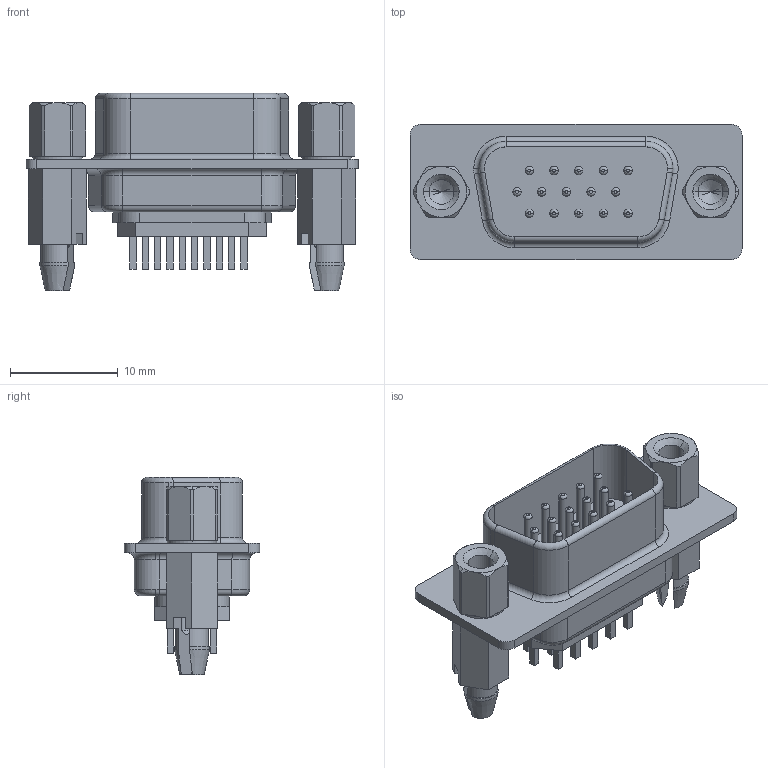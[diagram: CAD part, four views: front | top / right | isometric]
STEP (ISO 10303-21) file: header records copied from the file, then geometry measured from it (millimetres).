
FILE_DESCRIPTION (( 'STEP AP214' ), '1' );
FILE_NAME ('KF86X-ED-15P-BRJ_rA1.STEP', '2012-08-20T16:06:38', ( 'Daniel' ), ( 'Microsoft' ), 'SwSTEP 2.0', 'SolidWorks 2012', '' );
FILE_SCHEMA (( 'AUTOMOTIVE_DESIGN' ));
Length unit declared in the file: millimetre
Products named in the file (1): KF86X-ED-15P-BRJ_rA1
Bounding box: 30.81 x 12.55 x 18.3 mm (x, y, z)
Volume: 1914.8 mm3; surface area: 2777.3 mm2
Topology: 1 solids, 5 shells, 442 faces, 1031 edges, 647 vertices
Faces by surface type: plane 198, cylinder 150, torus 54, cone 40
Entity records: 14357 total; most frequent: CARTESIAN_POINT 2335, DIRECTION 2306, ORIENTED_EDGE 2054, EDGE_CURVE 1027, AXIS2_PLACEMENT_3D 874, VERTEX_POINT 647, VECTOR 558, LINE 558
